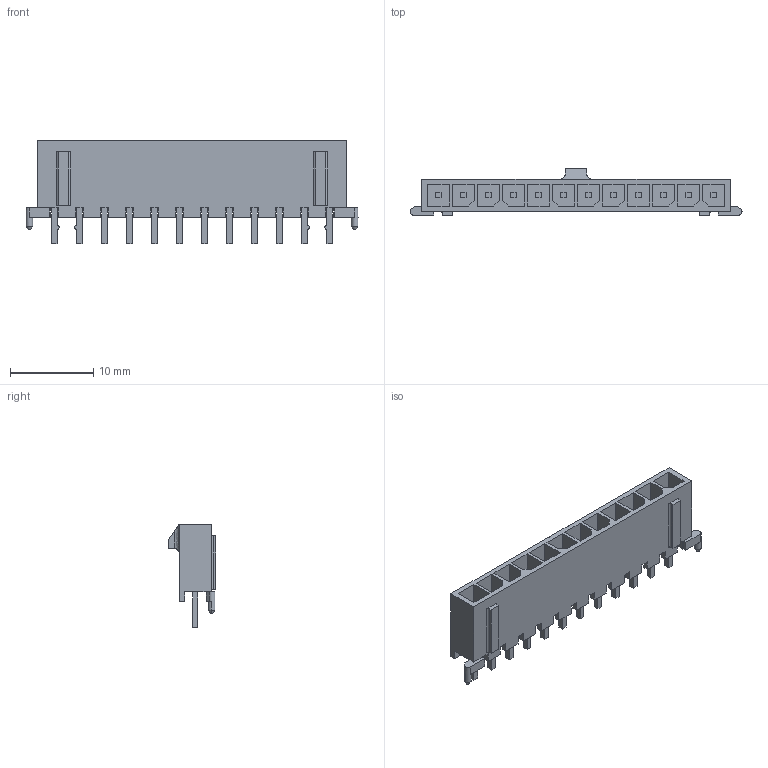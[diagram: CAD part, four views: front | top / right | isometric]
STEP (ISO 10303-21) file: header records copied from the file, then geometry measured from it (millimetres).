
FILE_DESCRIPTION(('FreeCAD Model'),'2;1');
FILE_NAME('c_3_1445050_2_c_3d.step','2019-03-28T21:40:40',( 'kicad StepUp'),('ksu MCAD'),'Open CASCADE STEP processor 6.8', 'FreeCAD','Unknown');
FILE_SCHEMA(('AUTOMOTIVE_DESIGN_CC2 { 1 2 10303 214 -1 1 5 4 }'));
Length unit declared in the file: millimetre
Products named in the file (1): c_3_1445050_2_c_3d
Bounding box: 39.8 x 5.67 x 12.42 mm (x, y, z)
Surface area: 2181.7 mm2 (no closed solid volume)
Topology: 0 solids, 343 shells, 343 faces, 1802 edges, 1802 vertices
Faces by surface type: bspline 324, revolution 19
Entity records: 21212 total; most frequent: CARTESIAN_POINT 5015, DIRECTION 1902, ORIENTED_EDGE 1802, EDGE_CURVE 1802, VERTEX_POINT 1802, LINE 1745, VECTOR 1745, FACE_BOUND 381
